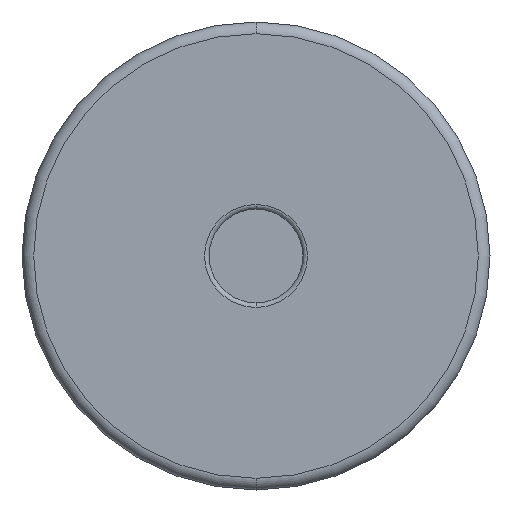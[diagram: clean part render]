
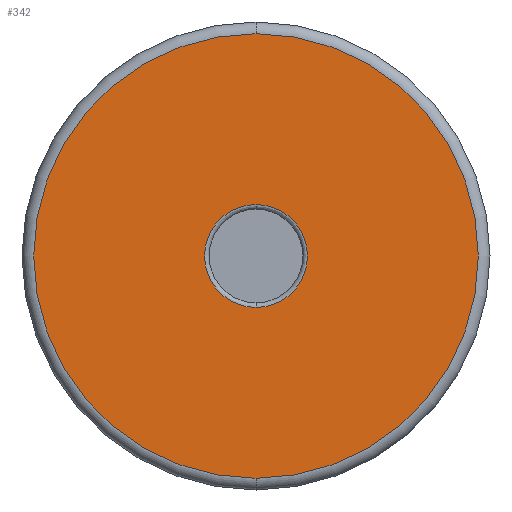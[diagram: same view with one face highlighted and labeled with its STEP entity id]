
A CAD part, front view. The second image highlights one B-rep face of the part: STEP entity #342.
In plain terms, the highlighted planar face has unit normal (0, -1, 0).
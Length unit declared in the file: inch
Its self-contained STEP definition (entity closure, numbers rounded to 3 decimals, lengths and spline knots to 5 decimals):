
#70 = PLANE ( 'NONE',  #261 ) ;
#71 = CARTESIAN_POINT ( 'NONE',  ( 0., 0., 0. ) ) ;
#72 = DIRECTION ( 'NONE',  ( 0., 1., 0. ) ) ;
#73 = DIRECTION ( 'NONE',  ( 0., 0., 1. ) ) ;
#96 = CARTESIAN_POINT ( 'NONE',  ( 0., 0., 0. ) ) ;
#97 = DIRECTION ( 'NONE',  ( 0., 1., 0. ) ) ;
#98 = DIRECTION ( 'NONE',  ( 0., 0., 1. ) ) ;
#114 = CARTESIAN_POINT ( 'NONE',  ( 0., 0., 0. ) ) ;
#115 = DIRECTION ( 'NONE',  ( 0., -1., 0. ) ) ;
#116 = DIRECTION ( 'NONE',  ( 0., 0., 1. ) ) ;
#120 = CARTESIAN_POINT ( 'NONE',  ( 0., 0., 0. ) ) ;
#121 = DIRECTION ( 'NONE',  ( 0., -1., 0. ) ) ;
#122 = DIRECTION ( 'NONE',  ( 0., 0., 1. ) ) ;
#179 = CARTESIAN_POINT ( 'NONE',  ( 0., 0., 0.475 ) ) ;
#180 = CARTESIAN_POINT ( 'NONE',  ( 0., 0., -0.475 ) ) ;
#181 = CARTESIAN_POINT ( 'NONE',  ( 0., 0., 0.11 ) ) ;
#182 = CARTESIAN_POINT ( 'NONE',  ( 0., 0., -0.11 ) ) ;
#218 = AXIS2_PLACEMENT_3D ( 'NONE', #442, #441, #440 ) ;
#250 = FACE_BOUND ( 'NONE', #481, .T. ) ;
#258 = FACE_OUTER_BOUND ( 'NONE', #486, .T. ) ;
#261 = AXIS2_PLACEMENT_3D ( 'NONE', #71, #72, #73 ) ;
#273 = AXIS2_PLACEMENT_3D ( 'NONE', #96, #97, #98 ) ;
#278 = AXIS2_PLACEMENT_3D ( 'NONE', #114, #115, #116 ) ;
#282 = AXIS2_PLACEMENT_3D ( 'NONE', #120, #121, #122 ) ;
#331 = EDGE_CURVE ( 'NONE', #549, #550, #350, .T. ) ;
#342 = ADVANCED_FACE ( 'NONE', ( #250, #258 ), #70, .F. ) ;
#350 = CIRCLE ( 'NONE', #218, 0.11 ) ;
#363 = CIRCLE ( 'NONE', #273, 0.11 ) ;
#369 = CIRCLE ( 'NONE', #278, 0.475 ) ;
#371 = CIRCLE ( 'NONE', #282, 0.475 ) ;
#389 = EDGE_CURVE ( 'NONE', #550, #549, #363, .T. ) ;
#395 = EDGE_CURVE ( 'NONE', #547, #548, #369, .T. ) ;
#397 = EDGE_CURVE ( 'NONE', #548, #547, #371, .T. ) ;
#440 = DIRECTION ( 'NONE',  ( 0., 0., 1. ) ) ;
#441 = DIRECTION ( 'NONE',  ( 0., 1., 0. ) ) ;
#442 = CARTESIAN_POINT ( 'NONE',  ( 0., 0., 0. ) ) ;
#481 = EDGE_LOOP ( 'NONE', ( #532, #533 ) ) ;
#486 = EDGE_LOOP ( 'NONE', ( #534, #531 ) ) ;
#531 = ORIENTED_EDGE ( 'NONE', *, *, #397, .T. ) ;
#532 = ORIENTED_EDGE ( 'NONE', *, *, #331, .T. ) ;
#533 = ORIENTED_EDGE ( 'NONE', *, *, #389, .T. ) ;
#534 = ORIENTED_EDGE ( 'NONE', *, *, #395, .T. ) ;
#547 = VERTEX_POINT ( 'NONE', #179 ) ;
#548 = VERTEX_POINT ( 'NONE', #180 ) ;
#549 = VERTEX_POINT ( 'NONE', #181 ) ;
#550 = VERTEX_POINT ( 'NONE', #182 ) ;
